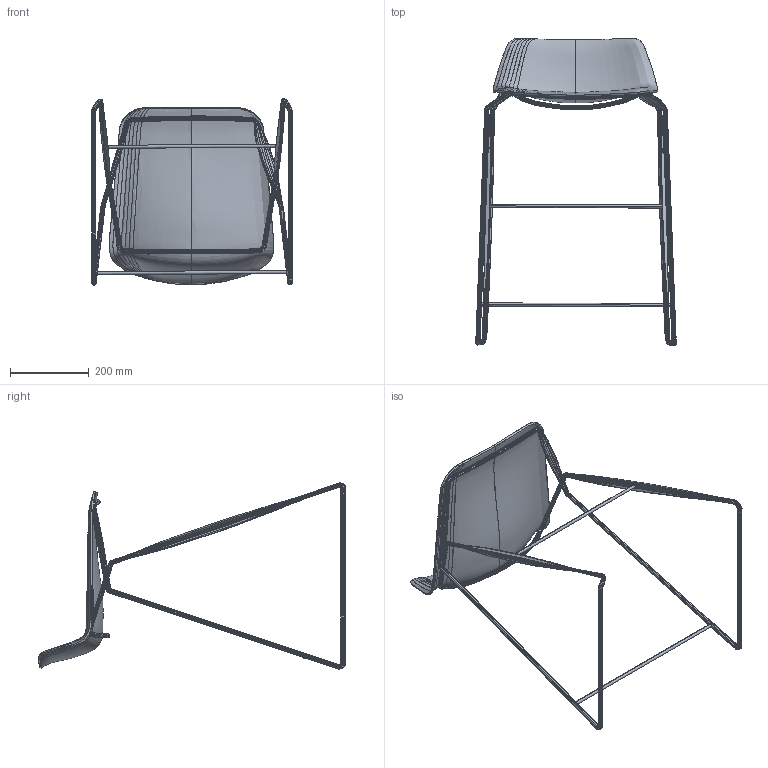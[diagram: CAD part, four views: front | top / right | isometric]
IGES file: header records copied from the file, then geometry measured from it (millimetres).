
Start section: SolidWorks IGES file using analytic representation for surfaces
Global section: file name: PRESSIOUS SGABELLO H65.IGS; native system: SolidWorks 2016; preprocessor: SolidWorks 2016; author: serena.trevisiol; date: 170330.153242; units: millimetre
Bounding box: 511.04 x 781.65 x 473.67 mm (x, y, z)
Surface area: 643329.9 mm2 (no closed solid volume)
Topology: 0 solids, 0 shells, 454 faces, 1816 edges, 1816 vertices
Faces by surface type: bspline 450, revolution 4
